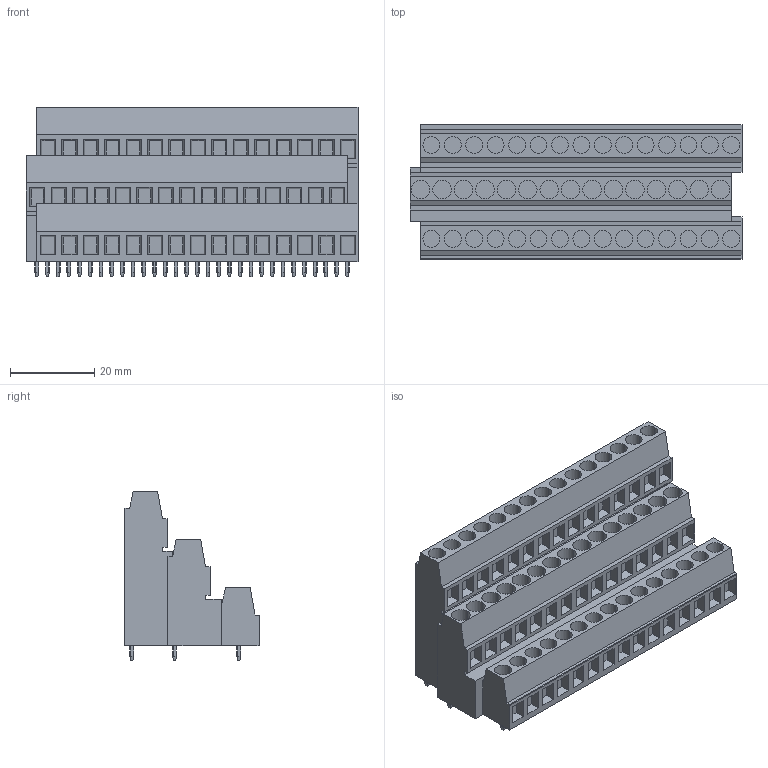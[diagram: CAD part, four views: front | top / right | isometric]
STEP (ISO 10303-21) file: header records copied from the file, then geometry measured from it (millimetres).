
FILE_DESCRIPTION(('CATIA V5 STEP','CAx-IF Rec.Pracs.--- Model Styling and Organization---1.2---2011-12-15'),'2;1');
FILE_NAME ('D1455758_0_1769750000_1769750000.stp','2018-09-08T04:07:45+00:00',('none'),('Weidmueller'),'CATIA Version 5-6 Release 2014','CATIA V5 STEP AP214','none');
FILE_SCHEMA(('AUTOMOTIVE_DESIGN { 1 0 10303 214 1 1 1 1 }'));
Length unit declared in the file: millimetre
Products named in the file (1): 1769750000
Bounding box: 78.74 x 31.8 x 40.1 mm (x, y, z)
Volume: 52600.6 mm3; surface area: 16594.7 mm2
Topology: 46 solids, 46 shells, 1027 faces, 2535 edges, 1690 vertices
Faces by surface type: plane 936, cylinder 91
Entity records: 26683 total; most frequent: CARTESIAN_POINT 5083, ORIENTED_EDGE 5070, DIRECTION 3169, EDGE_CURVE 2535, VECTOR 1993, LINE 1993, VERTEX_POINT 1690, EDGE_LOOP 1117
